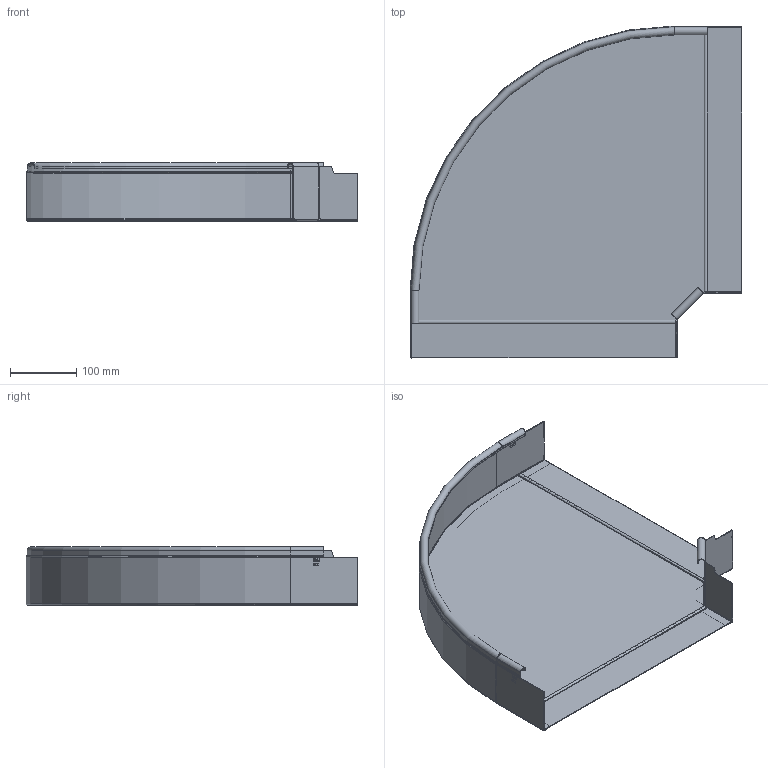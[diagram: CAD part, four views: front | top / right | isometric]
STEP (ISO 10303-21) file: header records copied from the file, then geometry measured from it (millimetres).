
FILE_DESCRIPTION((''),'2;1');
FILE_NAME('6041496_ASM','2013-10-16T',('AndreasKeweloh'),(''),'PRO/ENGINEER BY PARAMETRIC TECHNOLOGY CORPORATION, 2012360','PRO/ENGINEER BY PARAMETRIC TECHNOLOGY CORPORATION, 2012360','');
FILE_SCHEMA(('CONFIG_CONTROL_DESIGN'));
Length unit declared in the file: millimetre
Products named in the file (5): 033200_BODENBLECH_400; PRT0002; 041521_AUSSENHOM_840; RBM_90_840_ASM; 6041496_ASM
Assembly tree (4 placements, depth 3):
  6041496_ASM
    RBM_90_840_ASM
      033200_BODENBLECH_400
      PRT0002
      041521_AUSSENHOM_840
Bounding box: 501.35 x 501.35 x 88 mm (x, y, z)
Volume: 395025.4 mm3; surface area: 637460.6 mm2
Topology: 3 solids, 3 shells, 374 faces, 947 edges, 604 vertices
Faces by surface type: plane 228, cylinder 70, extrusion 60, bspline 8, torus 8
Entity records: 14238 total; most frequent: CARTESIAN_POINT 5296, ORIENTED_EDGE 1894, DIRECTION 1645, EDGE_CURVE 947, VECTOR 731, LINE 671, VERTEX_POINT 604, AXIS2_PLACEMENT_3D 457
